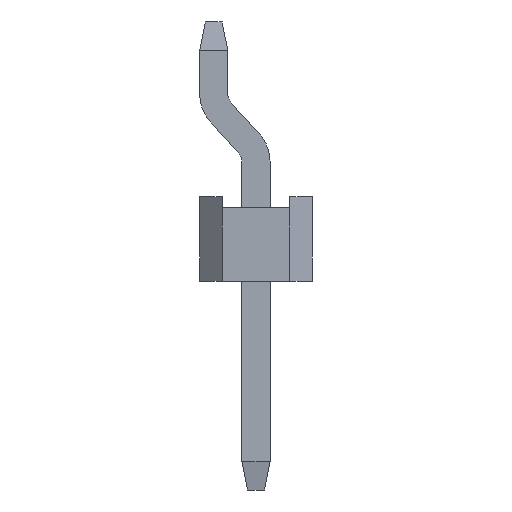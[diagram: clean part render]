
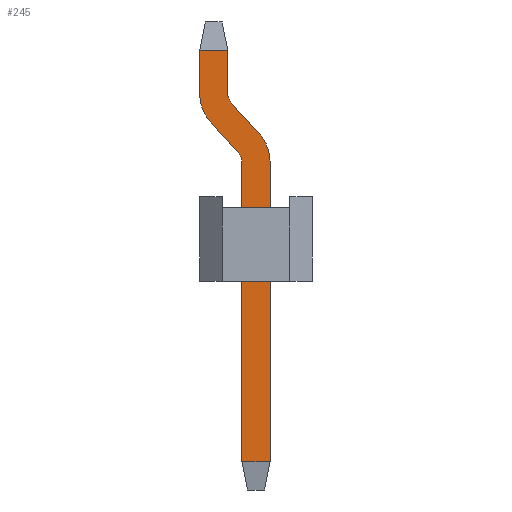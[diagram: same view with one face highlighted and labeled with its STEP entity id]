
A CAD part, left-side view. The second image highlights one B-rep face of the part: STEP entity #245.
In plain terms, the highlighted planar face has unit normal (-1, 0, 0).
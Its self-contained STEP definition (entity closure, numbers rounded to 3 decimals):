
#138=CARTESIAN_POINT('',(0.752,-2.15,-1.054));
#139=DIRECTION('',(0.,-1.,0.));
#140=DIRECTION('',(-1.,0.,0.));
#141=AXIS2_PLACEMENT_3D('',#138,#140,#139);
#142=PLANE('',#141);
#143=CARTESIAN_POINT('',(0.752,1.435,1.658));
#144=VERTEX_POINT('',#143);
#145=CARTESIAN_POINT('',(0.752,1.5,1.826));
#146=VERTEX_POINT('',#145);
#147=CARTESIAN_POINT('',(0.752,1.25,1.826));
#148=DIRECTION('',(0.,0.741,-0.671));
#149=DIRECTION('',(1.,0.,0.));
#150=AXIS2_PLACEMENT_3D('',#147,#149,#148);
#151=CIRCLE('',#150,0.25);
#152=EDGE_CURVE('',#144,#146,#151,.T.);
#153=ORIENTED_EDGE('',*,*,#152,.T.);
#154=CARTESIAN_POINT('',(0.752,1.5,2.596));
#155=VERTEX_POINT('',#154);
#156=CARTESIAN_POINT('',(0.752,1.5,1.826));
#157=DIRECTION('',(0.,0.,1.));
#158=VECTOR('',#157,0.77);
#159=LINE('',#156,#158);
#160=EDGE_CURVE('',#146,#155,#159,.T.);
#161=ORIENTED_EDGE('',*,*,#160,.T.);
#162=CARTESIAN_POINT('',(0.752,2.,2.596));
#163=VERTEX_POINT('',#162);
#164=CARTESIAN_POINT('',(0.752,1.5,2.596));
#165=DIRECTION('',(0.,1.,0.));
#166=VECTOR('',#165,0.5);
#167=LINE('',#164,#166);
#168=EDGE_CURVE('',#155,#163,#167,.T.);
#169=ORIENTED_EDGE('',*,*,#168,.T.);
#170=CARTESIAN_POINT('',(0.752,2.,1.826));
#171=VERTEX_POINT('',#170);
#172=CARTESIAN_POINT('',(0.752,2.,2.596));
#173=DIRECTION('',(0.,0.,-1.));
#174=VECTOR('',#173,0.77);
#175=LINE('',#172,#174);
#176=EDGE_CURVE('',#163,#171,#175,.T.);
#177=ORIENTED_EDGE('',*,*,#176,.T.);
#178=CARTESIAN_POINT('',(0.752,1.806,1.323));
#179=VERTEX_POINT('',#178);
#180=CARTESIAN_POINT('',(0.752,1.25,1.826));
#181=DIRECTION('',(0.,1.,0.));
#182=DIRECTION('',(-1.,0.,0.));
#183=AXIS2_PLACEMENT_3D('',#180,#182,#181);
#184=CIRCLE('',#183,0.75);
#185=EDGE_CURVE('',#171,#179,#184,.T.);
#186=ORIENTED_EDGE('',*,*,#185,.T.);
#187=CARTESIAN_POINT('',(0.752,1.315,0.78));
#188=VERTEX_POINT('',#187);
#189=CARTESIAN_POINT('',(0.752,1.806,1.323));
#190=DIRECTION('',(0.,-0.671,-0.741));
#191=VECTOR('',#190,0.732);
#192=LINE('',#189,#191);
#193=EDGE_CURVE('',#179,#188,#192,.T.);
#194=ORIENTED_EDGE('',*,*,#193,.T.);
#195=CARTESIAN_POINT('',(0.752,1.25,0.612));
#196=VERTEX_POINT('',#195);
#197=CARTESIAN_POINT('',(0.752,1.5,0.612));
#198=DIRECTION('',(0.,-0.741,0.671));
#199=DIRECTION('',(1.,0.,0.));
#200=AXIS2_PLACEMENT_3D('',#197,#199,#198);
#201=CIRCLE('',#200,0.25);
#202=EDGE_CURVE('',#188,#196,#201,.T.);
#203=ORIENTED_EDGE('',*,*,#202,.T.);
#204=CARTESIAN_POINT('',(0.752,1.25,-4.704));
#205=VERTEX_POINT('',#204);
#206=CARTESIAN_POINT('',(0.752,1.25,0.612));
#207=DIRECTION('',(0.,0.,-1.));
#208=VECTOR('',#207,5.316);
#209=LINE('',#206,#208);
#210=EDGE_CURVE('',#196,#205,#209,.T.);
#211=ORIENTED_EDGE('',*,*,#210,.T.);
#212=CARTESIAN_POINT('',(0.752,0.75,-4.704));
#213=VERTEX_POINT('',#212);
#214=CARTESIAN_POINT('',(0.752,1.25,-4.704));
#215=DIRECTION('',(0.,-1.,0.));
#216=VECTOR('',#215,0.5);
#217=LINE('',#214,#216);
#218=EDGE_CURVE('',#205,#213,#217,.T.);
#219=ORIENTED_EDGE('',*,*,#218,.T.);
#220=CARTESIAN_POINT('',(0.752,0.75,0.612));
#221=VERTEX_POINT('',#220);
#222=CARTESIAN_POINT('',(0.752,0.75,-4.704));
#223=DIRECTION('',(0.,0.,1.));
#224=VECTOR('',#223,5.316);
#225=LINE('',#222,#224);
#226=EDGE_CURVE('',#213,#221,#225,.T.);
#227=ORIENTED_EDGE('',*,*,#226,.T.);
#228=CARTESIAN_POINT('',(0.752,0.944,1.116));
#229=VERTEX_POINT('',#228);
#230=CARTESIAN_POINT('',(0.752,1.5,0.612));
#231=DIRECTION('',(0.,-1.,0.));
#232=DIRECTION('',(-1.,0.,0.));
#233=AXIS2_PLACEMENT_3D('',#230,#232,#231);
#234=CIRCLE('',#233,0.75);
#235=EDGE_CURVE('',#221,#229,#234,.T.);
#236=ORIENTED_EDGE('',*,*,#235,.T.);
#237=CARTESIAN_POINT('',(0.752,0.944,1.116));
#238=DIRECTION('',(0.,0.671,0.741));
#239=VECTOR('',#238,0.732);
#240=LINE('',#237,#239);
#241=EDGE_CURVE('',#229,#144,#240,.T.);
#242=ORIENTED_EDGE('',*,*,#241,.T.);
#243=EDGE_LOOP('',(#153,#161,#169,#177,#186,#194,#203,#211,#219,#227,#236,#242));
#244=FACE_OUTER_BOUND('',#243,.T.);
#245=ADVANCED_FACE('',(#244),#142,.T.);
